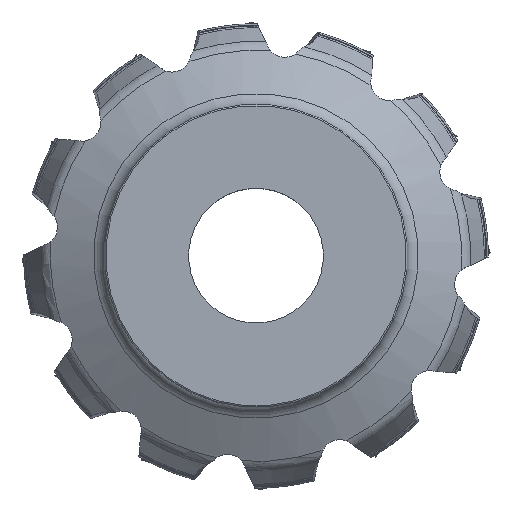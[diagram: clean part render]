
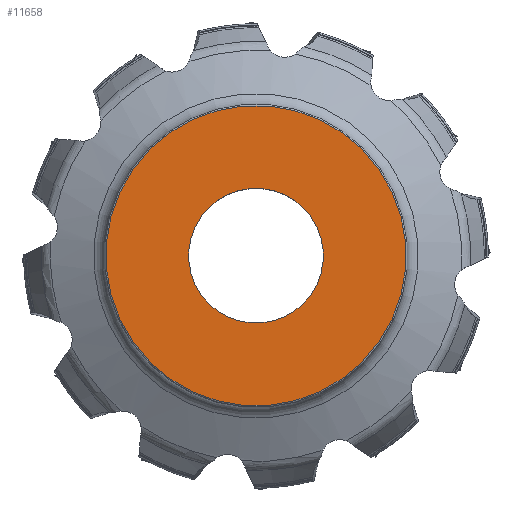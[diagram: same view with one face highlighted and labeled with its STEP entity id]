
A CAD part, top view. The second image highlights one B-rep face of the part: STEP entity #11658.
In plain terms, the highlighted planar face has unit normal (0, 0, 1).
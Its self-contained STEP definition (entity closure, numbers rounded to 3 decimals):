
#3849=FACE_BOUND('',#23005,.T.);
#3850=FACE_BOUND('',#23006,.T.);
#11658=ADVANCED_FACE('CU_BACK_F001',(#3849,#3850),#12699,.F.);
#12699=PLANE('',#92928);
#23005=EDGE_LOOP('',(#55355));
#23006=EDGE_LOOP('',(#55356));
#26912=CIRCLE('',#84896,20.006);
#30418=CIRCLE('',#92926,44.6);
#55355=ORIENTED_EDGE('',*,*,#65201,.F.);
#55356=ORIENTED_EDGE('',*,*,#75902,.T.);
#57012=VERTEX_POINT('',#125331);
#63309=VERTEX_POINT('',#192015);
#65201=EDGE_CURVE('',#57012,#57012,#26912,.T.);
#75902=EDGE_CURVE('',#63309,#63309,#30418,.T.);
#84896=AXIS2_PLACEMENT_3D('',#125330,#95805,#95806);
#92926=AXIS2_PLACEMENT_3D('',#192014,#115217,#115218);
#92928=AXIS2_PLACEMENT_3D('',#192017,#115221,#115222);
#95805=DIRECTION('',(0.,0.,1.));
#95806=DIRECTION('',(0.966,0.259,0.));
#115217=DIRECTION('',(0.,0.,1.));
#115218=DIRECTION('',(0.966,0.259,0.));
#115221=DIRECTION('',(0.,0.,-1.));
#115222=DIRECTION('',(-0.966,-0.259,0.));
#125330=CARTESIAN_POINT('',(0.,0.,
0.));
#125331=CARTESIAN_POINT('',(19.325,5.178,0.));
#192014=CARTESIAN_POINT('',(0.,0.,
0.));
#192015=CARTESIAN_POINT('',(43.08,11.543,0.));
#192017=CARTESIAN_POINT('',(-43.5,0.,0.));
